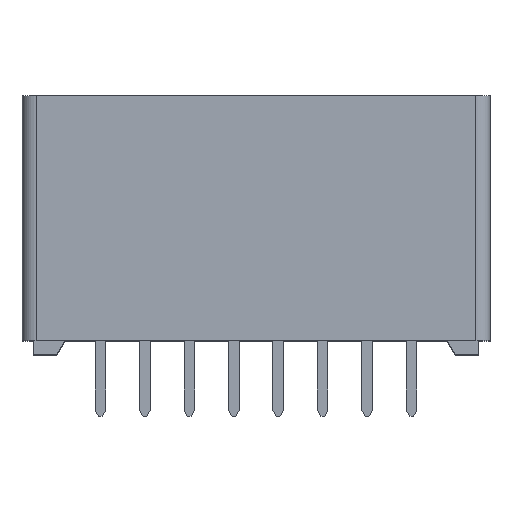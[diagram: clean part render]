
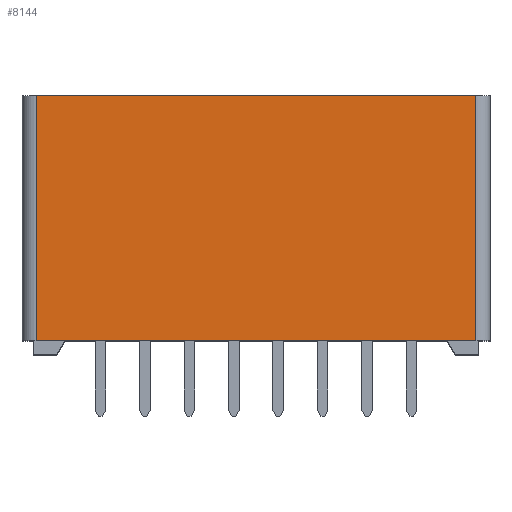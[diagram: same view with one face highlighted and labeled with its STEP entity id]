
A CAD part, top view. The second image highlights one B-rep face of the part: STEP entity #8144.
In plain terms, the highlighted planar face has unit normal (0, 0, 1).
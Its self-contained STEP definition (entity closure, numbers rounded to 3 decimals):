
#584=FACE_OUTER_BOUND('',#1044,.T.);
#1044=EDGE_LOOP('',(#6929,#6930,#6931,#6932));
#1526=LINE('',#11677,#2580);
#2009=LINE('',#12627,#3063);
#2031=LINE('',#12671,#3085);
#2048=LINE('',#12706,#3102);
#2580=VECTOR('',#9397,1000.);
#3063=VECTOR('',#10240,1000.);
#3085=VECTOR('',#10296,1000.);
#3102=VECTOR('',#10333,1000.);
#3553=VERTEX_POINT('',#11670);
#3556=VERTEX_POINT('',#11675);
#3842=VERTEX_POINT('',#12624);
#3843=VERTEX_POINT('',#12626);
#4364=EDGE_CURVE('',#3556,#3553,#1526,.T.);
#4848=EDGE_CURVE('',#3843,#3842,#2009,.T.);
#4873=EDGE_CURVE('',#3842,#3553,#2031,.T.);
#4890=EDGE_CURVE('',#3843,#3556,#2048,.T.);
#6929=ORIENTED_EDGE('',*,*,#4890,.F.);
#6930=ORIENTED_EDGE('',*,*,#4848,.T.);
#6931=ORIENTED_EDGE('',*,*,#4873,.T.);
#6932=ORIENTED_EDGE('',*,*,#4364,.F.);
#7768=PLANE('',#8609);
#8144=ADVANCED_FACE('',(#584),#7768,.F.);
#8609=AXIS2_PLACEMENT_3D('',#12707,#10334,#10335);
#9397=DIRECTION('',(0.,-1.,0.));
#10240=DIRECTION('',(0.,-1.,0.));
#10296=DIRECTION('',(1.,0.,0.));
#10333=DIRECTION('',(1.,0.,0.));
#10334=DIRECTION('center_axis',(0.,0.,-1.));
#10335=DIRECTION('ref_axis',(-1.,0.,0.));
#11670=CARTESIAN_POINT('',(10.026,0.,4.65));
#11675=CARTESIAN_POINT('',(10.026,14.,4.65));
#11677=CARTESIAN_POINT('',(10.026,14.,4.65));
#12624=CARTESIAN_POINT('',(-15.106,0.,4.65));
#12626=CARTESIAN_POINT('',(-15.106,14.,4.65));
#12627=CARTESIAN_POINT('',(-15.106,14.,4.65));
#12671=CARTESIAN_POINT('',(-15.106,0.,4.65));
#12706=CARTESIAN_POINT('',(-15.106,14.,4.65));
#12707=CARTESIAN_POINT('Origin',(-15.106,14.,4.65));
